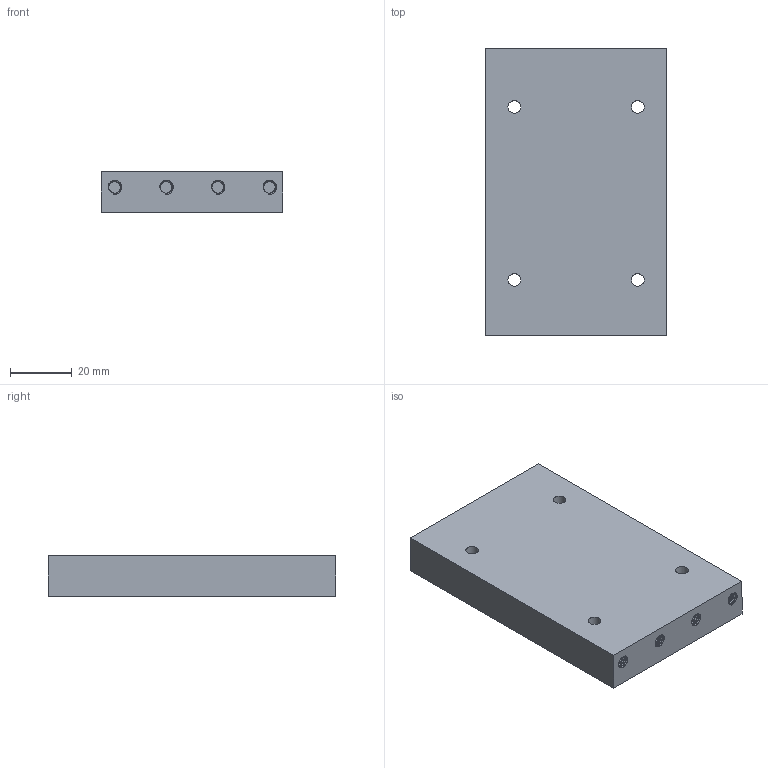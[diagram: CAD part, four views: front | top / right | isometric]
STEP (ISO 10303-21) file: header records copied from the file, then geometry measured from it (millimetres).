
FILE_DESCRIPTION(/* description */ (''),/* implementation_level */ '2;1');
FILE_NAME(/* name */ 'Toolhead Adapter Plate Front.step',/* time_stamp */ '2024-09-24T21:14:10-04:00',/* author */ (''),/* organization */ (''),/* preprocessor_version */ 'ST-DEVELOPER v20',/* originating_system */ 'Autodesk Translation Framework v13.20.0.188',/* authorisation */ '');
FILE_SCHEMA (('AUTOMOTIVE_DESIGN { 1 0 10303 214 3 1 1 }'));
Products named in the file (4): SnapmakerA350T - CTZ; Stiffy Kit; Toolhead Bracing Kit; Toolhead Adapter Front
Assembly tree (3 placements, depth 4):
  SnapmakerA350T - CTZ
    Stiffy Kit
      Toolhead Bracing Kit
        Toolhead Adapter Front
Bounding box: 58.8 x 93.2 x 13 mm (x, y, z)
Volume: 57299.8 mm3; surface area: 18896 mm2
Topology: 1 solids, 1 shells, 415 faces, 1212 edges, 808 vertices
Faces by surface type: cylinder 380, plane 19, bspline 16
Full cylindrical faces by diameter (mm): 3.783 x100, 4.1 x4, 4.613 x32
Entity records: 35253 total; most frequent: CARTESIAN_POINT 25442, ORIENTED_EDGE 2424, DIRECTION 1304, EDGE_CURVE 1212, VERTEX_POINT 808, B_SPLINE_CURVE_WITH_KNOTS 772, AXIS2_PLACEMENT_3D 458, EDGE_LOOP 432
